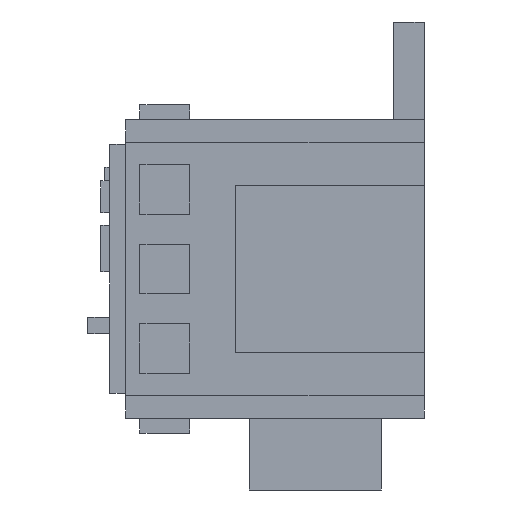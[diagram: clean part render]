
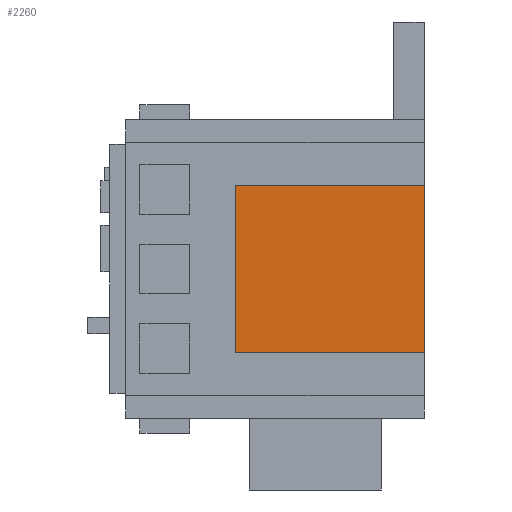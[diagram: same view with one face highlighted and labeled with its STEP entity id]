
A CAD part, left-side view. The second image highlights one B-rep face of the part: STEP entity #2260.
In plain terms, the highlighted planar face has unit normal (-1, 0, 0).
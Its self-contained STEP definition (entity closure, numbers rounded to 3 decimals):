
#38 = LINE ( 'NONE', #184, #2926 ) ;
#128 = ORIENTED_EDGE ( 'NONE', *, *, #266, .T. ) ;
#129 = DIRECTION ( 'NONE',  ( 0., 1., 0. ) ) ;
#184 = CARTESIAN_POINT ( 'NONE',  ( -13.3, 0., -8.4 ) ) ;
#242 = CARTESIAN_POINT ( 'NONE',  ( -13.3, 0., -8.4 ) ) ;
#266 = EDGE_CURVE ( 'NONE', #2618, #730, #1381, .T. ) ;
#332 = ORIENTED_EDGE ( 'NONE', *, *, #1449, .T. ) ;
#388 = FACE_OUTER_BOUND ( 'NONE', #1416, .T. ) ;
#524 = CARTESIAN_POINT ( 'NONE',  ( -13.3, 19., -8.4 ) ) ;
#603 = LINE ( 'NONE', #1408, #1184 ) ;
#623 = VECTOR ( 'NONE', #2628, 1000. ) ;
#730 = VERTEX_POINT ( 'NONE', #242 ) ;
#763 = DIRECTION ( 'NONE',  ( 0., 0., 1. ) ) ;
#765 = DIRECTION ( 'NONE',  ( -1., 0., 0. ) ) ;
#896 = EDGE_CURVE ( 'NONE', #2148, #2616, #2471, .T. ) ;
#909 = ORIENTED_EDGE ( 'NONE', *, *, #896, .T. ) ;
#965 = CARTESIAN_POINT ( 'NONE',  ( -13.3, 0., 8.4 ) ) ;
#1184 = VECTOR ( 'NONE', #3071, 1000. ) ;
#1326 = PLANE ( 'NONE',  #2771 ) ;
#1381 = LINE ( 'NONE', #1783, #623 ) ;
#1408 = CARTESIAN_POINT ( 'NONE',  ( -13.3, 19., -8.4 ) ) ;
#1416 = EDGE_LOOP ( 'NONE', ( #909, #2282, #128, #332 ) ) ;
#1449 = EDGE_CURVE ( 'NONE', #730, #2148, #38, .T. ) ;
#1783 = CARTESIAN_POINT ( 'NONE',  ( -13.3, 19., -8.4 ) ) ;
#2148 = VERTEX_POINT ( 'NONE', #965 ) ;
#2218 = CARTESIAN_POINT ( 'NONE',  ( -13.3, 19., 8.4 ) ) ;
#2260 = ADVANCED_FACE ( 'NONE', ( #388 ), #1326, .T. ) ;
#2282 = ORIENTED_EDGE ( 'NONE', *, *, #2455, .T. ) ;
#2378 = CARTESIAN_POINT ( 'NONE',  ( -13.3, 19., 8.4 ) ) ;
#2449 = CARTESIAN_POINT ( 'NONE',  ( -13.3, 0., 0. ) ) ;
#2455 = EDGE_CURVE ( 'NONE', #2616, #2618, #603, .T. ) ;
#2471 = LINE ( 'NONE', #2378, #3202 ) ;
#2616 = VERTEX_POINT ( 'NONE', #2218 ) ;
#2618 = VERTEX_POINT ( 'NONE', #524 ) ;
#2628 = DIRECTION ( 'NONE',  ( 0., -1., 0. ) ) ;
#2722 = DIRECTION ( 'NONE',  ( 0., 0., 1. ) ) ;
#2771 = AXIS2_PLACEMENT_3D ( 'NONE', #2449, #765, #2722 ) ;
#2926 = VECTOR ( 'NONE', #763, 1000. ) ;
#3071 = DIRECTION ( 'NONE',  ( 0., 0., -1. ) ) ;
#3202 = VECTOR ( 'NONE', #129, 1000. ) ;
